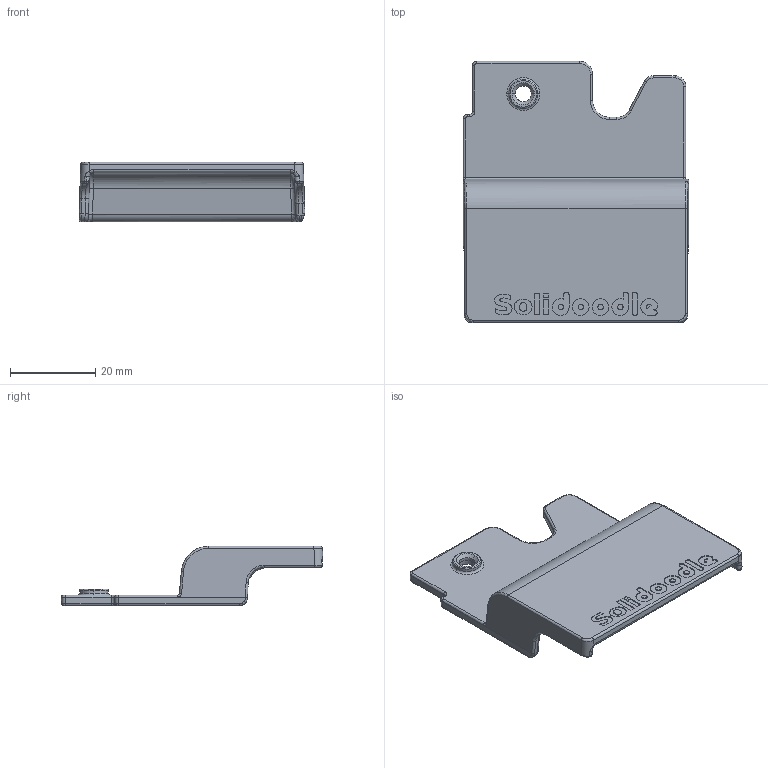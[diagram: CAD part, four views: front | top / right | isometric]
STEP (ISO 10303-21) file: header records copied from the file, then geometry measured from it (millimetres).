
FILE_DESCRIPTION (( 'STEP AP214' ), '1' );
FILE_NAME ('1844_027_rev_03.STEP', '2014-09-17T18:30:24', ( '' ), ( '' ), 'SwSTEP 2.0', 'SolidWorks 2013', '' );
FILE_SCHEMA (( 'AUTOMOTIVE_DESIGN' ));
Length unit declared in the file: millimetre
Products named in the file (1): 1844_027_rev_03
Bounding box: 53.05 x 61.39 x 14 mm (x, y, z)
Volume: 9348.1 mm3; surface area: 8202.5 mm2
Topology: 1 solids, 1 shells, 310 faces, 737 edges, 441 vertices
Faces by surface type: bspline 114, plane 77, cylinder 65, torus 26, cone 23, sphere 5
Entity records: 10421 total; most frequent: CARTESIAN_POINT 4139, ORIENTED_EDGE 1460, DIRECTION 1064, EDGE_CURVE 730, VERTEX_POINT 441, AXIS2_PLACEMENT_3D 382, EDGE_LOOP 331, ADVANCED_FACE 310
